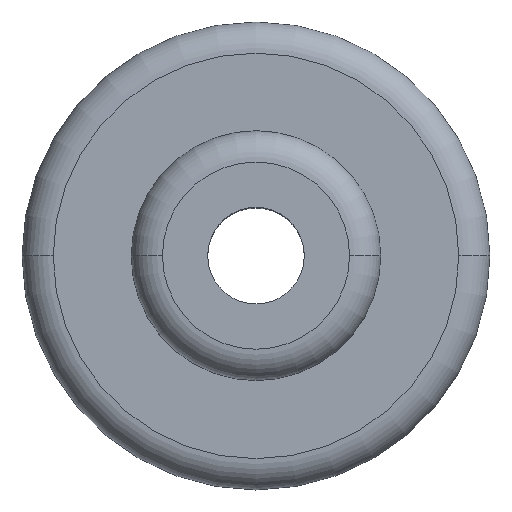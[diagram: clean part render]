
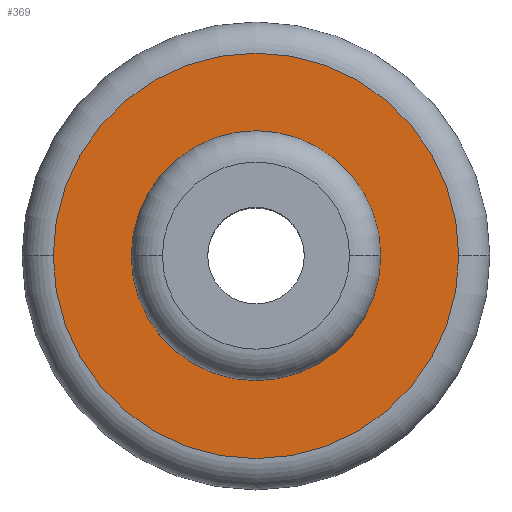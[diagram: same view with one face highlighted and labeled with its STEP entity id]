
A CAD part, top view. The second image highlights one B-rep face of the part: STEP entity #369.
In plain terms, the highlighted planar face has unit normal (0, 0, 1).
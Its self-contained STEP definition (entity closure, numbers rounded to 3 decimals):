
#16 = FACE_OUTER_BOUND ( 'NONE', #34, .T. ) ;
#34 = EDGE_LOOP ( 'NONE', ( #249, #537 ) ) ;
#63 = DIRECTION ( 'NONE',  ( 1., 0., 0. ) ) ;
#86 = VERTEX_POINT ( 'NONE', #415 ) ;
#89 = DIRECTION ( 'NONE',  ( 1., 0., 0. ) ) ;
#95 = CARTESIAN_POINT ( 'NONE',  ( 0., 0., -5. ) ) ;
#117 = CIRCLE ( 'NONE', #136, 4. ) ;
#136 = AXIS2_PLACEMENT_3D ( 'NONE', #305, #579, #63 ) ;
#143 = EDGE_CURVE ( 'NONE', #86, #414, #403, .T. ) ;
#158 = CARTESIAN_POINT ( 'NONE',  ( 4., 0., -5. ) ) ;
#166 = ORIENTED_EDGE ( 'NONE', *, *, #143, .T. ) ;
#172 = CIRCLE ( 'NONE', #266, 6.5 ) ;
#181 = DIRECTION ( 'NONE',  ( 1., 0., 0. ) ) ;
#185 = CARTESIAN_POINT ( 'NONE',  ( 0., 0., -5. ) ) ;
#207 = DIRECTION ( 'NONE',  ( 0., 0., 1. ) ) ;
#208 = DIRECTION ( 'NONE',  ( 0., 0., 1. ) ) ;
#249 = ORIENTED_EDGE ( 'NONE', *, *, #371, .T. ) ;
#266 = AXIS2_PLACEMENT_3D ( 'NONE', #533, #427, #89 ) ;
#283 = VERTEX_POINT ( 'NONE', #363 ) ;
#305 = CARTESIAN_POINT ( 'NONE',  ( 0., 0., -5. ) ) ;
#321 = PLANE ( 'NONE',  #339 ) ;
#339 = AXIS2_PLACEMENT_3D ( 'NONE', #95, #207, #433 ) ;
#363 = CARTESIAN_POINT ( 'NONE',  ( 6.5, 0., -5. ) ) ;
#369 = ADVANCED_FACE ( 'NONE', ( #16, #700 ), #321, .T. ) ;
#371 = EDGE_CURVE ( 'NONE', #283, #693, #571, .T. ) ;
#391 = EDGE_CURVE ( 'NONE', #693, #283, #172, .T. ) ;
#403 = CIRCLE ( 'NONE', #474, 4. ) ;
#408 = DIRECTION ( 'NONE',  ( 0., 0., -1. ) ) ;
#414 = VERTEX_POINT ( 'NONE', #158 ) ;
#415 = CARTESIAN_POINT ( 'NONE',  ( -4., 0., -5. ) ) ;
#427 = DIRECTION ( 'NONE',  ( 0., 0., 1. ) ) ;
#433 = DIRECTION ( 'NONE',  ( 1., 0., 0. ) ) ;
#474 = AXIS2_PLACEMENT_3D ( 'NONE', #185, #408, #181 ) ;
#483 = DIRECTION ( 'NONE',  ( 1., 0., 0. ) ) ;
#488 = EDGE_LOOP ( 'NONE', ( #501, #166 ) ) ;
#501 = ORIENTED_EDGE ( 'NONE', *, *, #729, .T. ) ;
#533 = CARTESIAN_POINT ( 'NONE',  ( 0., 0., -5. ) ) ;
#537 = ORIENTED_EDGE ( 'NONE', *, *, #391, .T. ) ;
#571 = CIRCLE ( 'NONE', #658, 6.5 ) ;
#579 = DIRECTION ( 'NONE',  ( 0., 0., -1. ) ) ;
#634 = CARTESIAN_POINT ( 'NONE',  ( -6.5, 0., -5. ) ) ;
#647 = CARTESIAN_POINT ( 'NONE',  ( 0., 0., -5. ) ) ;
#658 = AXIS2_PLACEMENT_3D ( 'NONE', #647, #208, #483 ) ;
#693 = VERTEX_POINT ( 'NONE', #634 ) ;
#700 = FACE_BOUND ( 'NONE', #488, .T. ) ;
#729 = EDGE_CURVE ( 'NONE', #414, #86, #117, .T. ) ;
